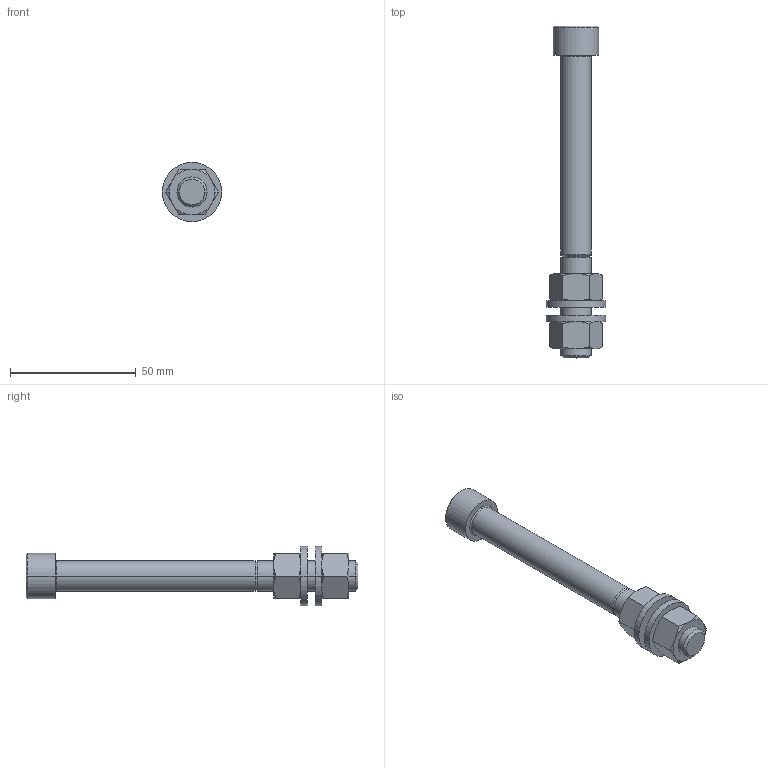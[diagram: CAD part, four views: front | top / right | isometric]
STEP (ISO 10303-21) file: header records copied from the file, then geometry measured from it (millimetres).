
FILE_DESCRIPTION(('STEP AP242'),'1');
FILE_NAME('rod_xuz2001.stp','2020-02-03T07:01:36',('TraceParts'),('TraceParts S.A.'),'Spatial InterOp 3D',' ',' ');
FILE_SCHEMA(('AP242_MANAGED_MODEL_BASED_3D_ENGINEERING_MIM_LF {1 0 10303 442 1 1 4}'));
Length unit declared in the file: millimetre
Products named in the file (1): rod_xuz2001_1
Bounding box: 23.6 x 132 x 23.6 mm (x, y, z)
Volume: 21907.8 mm3; surface area: 10460.1 mm2
Topology: 5 solids, 5 shells, 97 faces, 207 edges, 123 vertices
Faces by surface type: cone 46, plane 31, cylinder 18, torus 2
Entity records: 2685 total; most frequent: CARTESIAN_POINT 624, DIRECTION 452, ORIENTED_EDGE 414, EDGE_CURVE 207, AXIS2_PLACEMENT_3D 191, VERTEX_POINT 123, EDGE_LOOP 108, ADVANCED_FACE 97
